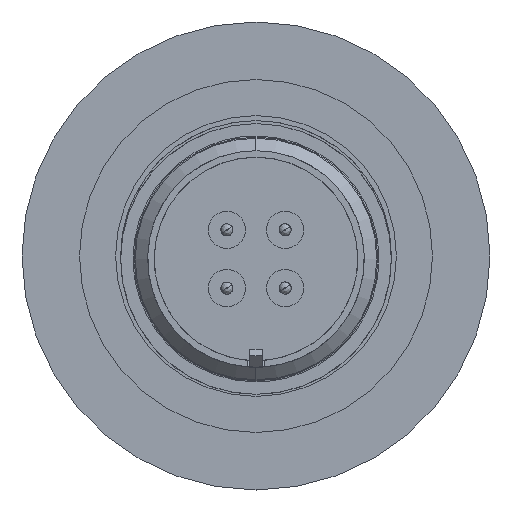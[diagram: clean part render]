
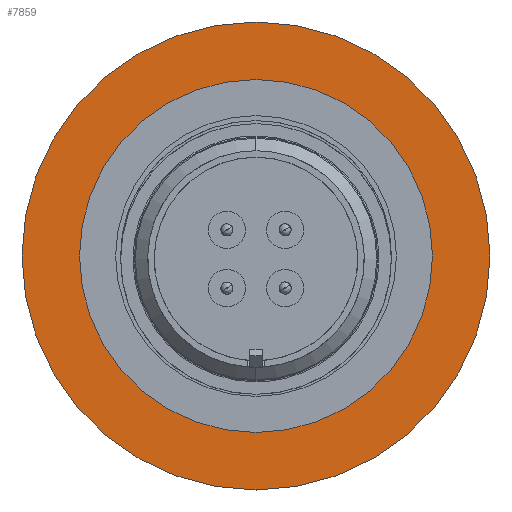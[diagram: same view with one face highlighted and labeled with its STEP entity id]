
A CAD part, front view. The second image highlights one B-rep face of the part: STEP entity #7859.
In plain terms, the highlighted planar face has unit normal (0, -1, 0).
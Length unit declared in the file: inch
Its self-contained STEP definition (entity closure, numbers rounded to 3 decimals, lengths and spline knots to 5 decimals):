
#307 = CARTESIAN_POINT ( 'NONE',  ( 0., 2.038, 0.0137 ) ) ;
#310 = PLANE ( 'NONE',  #4300 ) ;
#312 = DIRECTION ( 'NONE',  ( 0., -1., 0. ) ) ;
#313 = DIRECTION ( 'NONE',  ( -1., 0., 0. ) ) ;
#1596 = EDGE_LOOP ( 'NONE', ( #5758, #5757 ) ) ;
#1614 = EDGE_LOOP ( 'NONE', ( #5756, #5755 ) ) ;
#2115 = VERTEX_POINT ( 'NONE', #10703 ) ;
#4300 = AXIS2_PLACEMENT_3D ( 'NONE', #307, #312, #313 ) ;
#5260 = CARTESIAN_POINT ( 'NONE',  ( 0., 2.038, 0.0137 ) ) ;
#5261 = DIRECTION ( 'NONE',  ( 0., 1., 0. ) ) ;
#5262 = DIRECTION ( 'NONE',  ( 1., 0., 0. ) ) ;
#5268 = CARTESIAN_POINT ( 'NONE',  ( 0., 2.038, 0.0137 ) ) ;
#5269 = DIRECTION ( 'NONE',  ( 0., 1., 0. ) ) ;
#5270 = DIRECTION ( 'NONE',  ( 1., 0., 0. ) ) ;
#5292 = CARTESIAN_POINT ( 'NONE',  ( 0., 2.038, 0.0137 ) ) ;
#5293 = DIRECTION ( 'NONE',  ( 0., 1., 0. ) ) ;
#5294 = DIRECTION ( 'NONE',  ( 1., 0., 0. ) ) ;
#5295 = CARTESIAN_POINT ( 'NONE',  ( 0., 2.038, 0.0137 ) ) ;
#5296 = DIRECTION ( 'NONE',  ( 0., 1., 0. ) ) ;
#5297 = DIRECTION ( 'NONE',  ( 1., 0., 0. ) ) ;
#5755 = ORIENTED_EDGE ( 'NONE', *, *, #9912, .F. ) ;
#5756 = ORIENTED_EDGE ( 'NONE', *, *, #9897, .F. ) ;
#5757 = ORIENTED_EDGE ( 'NONE', *, *, #9901, .T. ) ;
#5758 = ORIENTED_EDGE ( 'NONE', *, *, #9911, .T. ) ;
#6556 = FACE_BOUND ( 'NONE', #1596, .T. ) ;
#6564 = FACE_OUTER_BOUND ( 'NONE', #1614, .T. ) ;
#6891 = CARTESIAN_POINT ( 'NONE',  ( 0.815, 2.038, 0.0137 ) ) ;
#6898 = CARTESIAN_POINT ( 'NONE',  ( -1.08053, 2.038, 0.0137 ) ) ;
#6900 = CARTESIAN_POINT ( 'NONE',  ( -0.815, 2.038, 0.0137 ) ) ;
#7603 = AXIS2_PLACEMENT_3D ( 'NONE', #5260, #5261, #5262 ) ;
#7606 = AXIS2_PLACEMENT_3D ( 'NONE', #5268, #5269, #5270 ) ;
#7617 = AXIS2_PLACEMENT_3D ( 'NONE', #5292, #5293, #5294 ) ;
#7619 = AXIS2_PLACEMENT_3D ( 'NONE', #5295, #5296, #5297 ) ;
#7859 = ADVANCED_FACE ( 'NONE', ( #6556, #6564 ), #310, .T. ) ;
#7944 = CIRCLE ( 'NONE', #7603, 1.08053 ) ;
#7946 = CIRCLE ( 'NONE', #7606, 0.815 ) ;
#7980 = CIRCLE ( 'NONE', #7617, 0.815 ) ;
#7982 = CIRCLE ( 'NONE', #7619, 1.08053 ) ;
#9897 = EDGE_CURVE ( 'NONE', #2115, #11014, #7944, .T. ) ;
#9901 = EDGE_CURVE ( 'NONE', #11017, #11018, #7946, .T. ) ;
#9911 = EDGE_CURVE ( 'NONE', #11018, #11017, #7980, .T. ) ;
#9912 = EDGE_CURVE ( 'NONE', #11014, #2115, #7982, .T. ) ;
#10703 = CARTESIAN_POINT ( 'NONE',  ( 1.08053, 2.038, 0.0137 ) ) ;
#11014 = VERTEX_POINT ( 'NONE', #6898 ) ;
#11017 = VERTEX_POINT ( 'NONE', #6900 ) ;
#11018 = VERTEX_POINT ( 'NONE', #6891 ) ;
